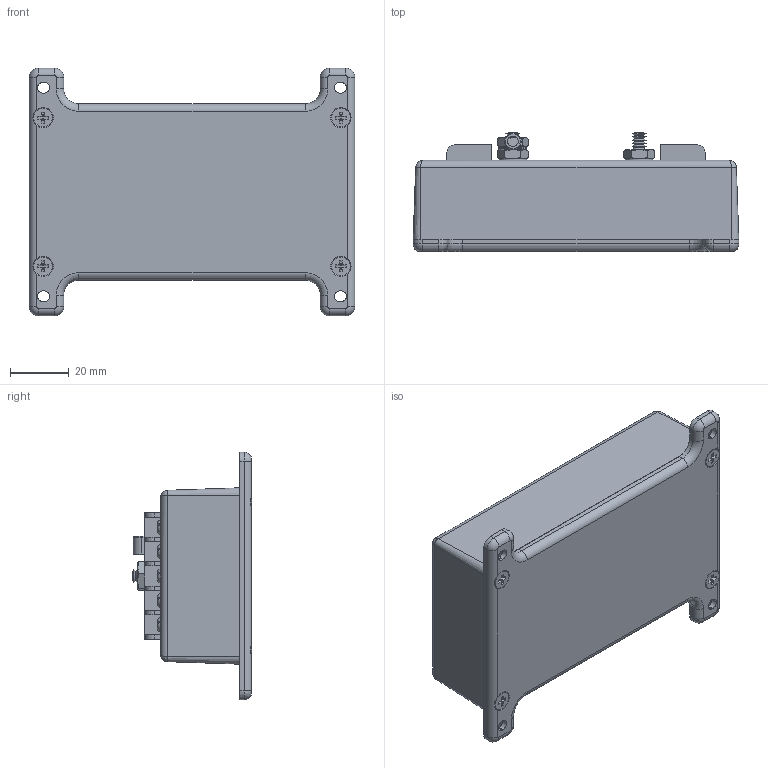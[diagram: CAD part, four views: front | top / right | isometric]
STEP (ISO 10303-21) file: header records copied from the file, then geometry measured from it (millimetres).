
FILE_DESCRIPTION (( 'STEP AP214' ), '1' );
FILE_NAME ('HGLN-D2-12.STEP', '2019-02-07T14:50:46', ( '' ), ( '' ), 'SwSTEP 2.0', 'SolidWorks 2017', '' );
FILE_SCHEMA (( 'AUTOMOTIVE_DESIGN' ));
Length unit declared in the file: inch
Products named in the file (9): XF377-01; XFS-0039; HGLN-D2-12; XFS-0026; XFW-0002; HYP195; XM218-01_Standard; XCT-0005; XFN-0003
Assembly tree (15 placements, depth 2):
  HGLN-D2-12
    XF377-01
    HYP195
    XM218-01_Standard
    XFS-0026  x2
    XFW-0002  x2
    XFN-0003  x3
    XFS-0039  x4
    XCT-0005
Bounding box: 111.15 x 40.67 x 84.58 mm (x, y, z)
Volume: 57510.2 mm3; surface area: 63693 mm2
Topology: 15 solids, 15 shells, 1651 faces, 4031 edges, 2435 vertices
Faces by surface type: cone 652, plane 607, cylinder 299, torus 87, bspline 6
Entity records: 46322 total; most frequent: CARTESIAN_POINT 9103, DIRECTION 5602, ORIENTED_EDGE 5492, EDGE_CURVE 2746, AXIS2_PLACEMENT_3D 1956, VERTEX_POINT 1721, LINE 1690, VECTOR 1690
